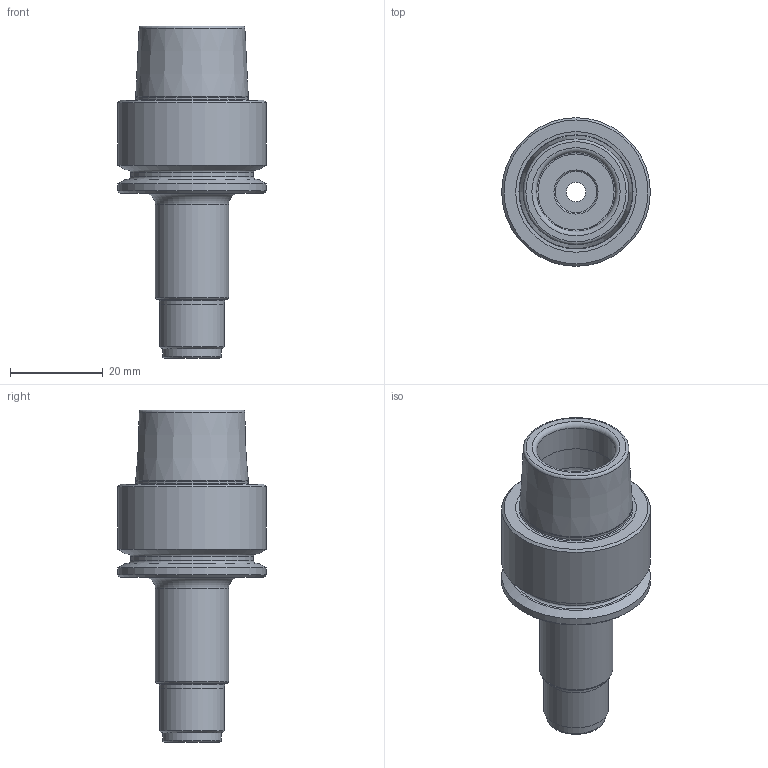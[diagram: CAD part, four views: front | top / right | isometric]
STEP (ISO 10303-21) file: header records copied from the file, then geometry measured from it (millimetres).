
FILE_DESCRIPTION(/* description */ (''),/* implementation_level */ '2;1');
FILE_NAME(/* name */ '553211124.stp',/* time_stamp */ '2021-06-01T08:13:02',/* author */ ('LRA'),/* organization */ ('REGO-FIX'),/* preprocessor_version */ ' Unknown',/* originating_system */ 'SIEMENS PLM Software Solid Edge ST10',/* authorization */ 'Unknown');
FILE_SCHEMA (('AUTOMOTIVE_DESIGN { 1 0 10303 214 2 1 1}'));
Length unit declared in the file: millimetre
Products named in the file (1): NOCUT
Bounding box: 32 x 32 x 71.5 mm (x, y, z)
Volume: 19949.2 mm3; surface area: 9135.4 mm2
Topology: 1 solids, 1 shells, 51 faces, 98 edges, 56 vertices
Faces by surface type: cylinder 15, torus 14, cone 13, plane 9
Full cylindrical faces by diameter (mm): 4.2 x1, 7.5 x1, 8.917 x1, 11 x1, 12.7 x1, 14 x2, 15.8 x1, 17 x2, 20.5 x1, 24.129 x1, 26.5 x1, 32 x2
Entity records: 1424 total; most frequent: DIRECTION 212, CARTESIAN_POINT 157, AXIS2_PLACEMENT_3D 106, ORIENTED_EDGE 102, EDGE_LOOP 102, FACE_BOUND 102, EDGE_CURVE 51, VERTEX_POINT 51
